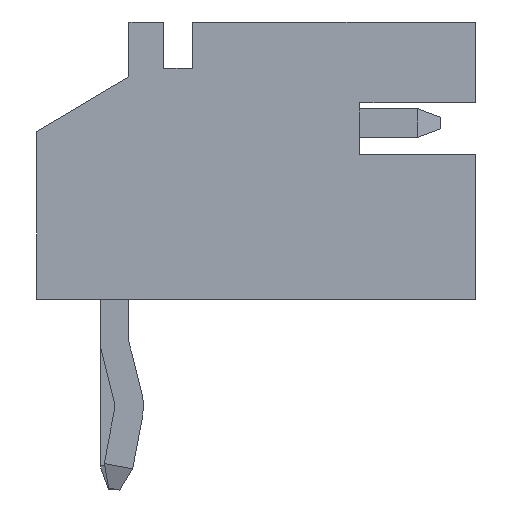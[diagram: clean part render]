
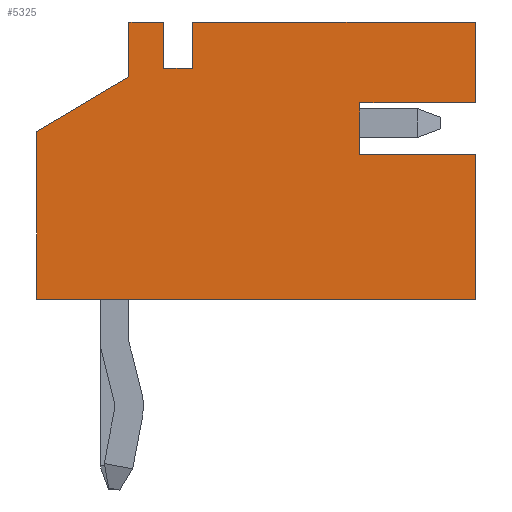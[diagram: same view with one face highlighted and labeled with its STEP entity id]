
A CAD part, left-side view. The second image highlights one B-rep face of the part: STEP entity #5325.
In plain terms, the highlighted face is planar.
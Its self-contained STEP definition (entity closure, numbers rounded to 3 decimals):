
#1019=ORIENTED_EDGE('',*,*,#1626,.F.);
#1020=ORIENTED_EDGE('',*,*,#1624,.F.);
#1021=ORIENTED_EDGE('',*,*,#1511,.F.);
#1022=ORIENTED_EDGE('',*,*,#1494,.F.);
#1023=ORIENTED_EDGE('',*,*,#1617,.T.);
#1024=ORIENTED_EDGE('',*,*,#1620,.T.);
#1025=ORIENTED_EDGE('',*,*,#1622,.T.);
#1026=ORIENTED_EDGE('',*,*,#1461,.F.);
#1027=ORIENTED_EDGE('',*,*,#1682,.F.);
#1028=ORIENTED_EDGE('',*,*,#1632,.F.);
#1029=ORIENTED_EDGE('',*,*,#1629,.F.);
#1030=ORIENTED_EDGE('',*,*,#1562,.F.);
#1031=ORIENTED_EDGE('',*,*,#1554,.F.);
#1032=ORIENTED_EDGE('',*,*,#1628,.F.);
#1461=EDGE_CURVE('',#1927,#1928,#2299,.T.);
#1494=EDGE_CURVE('',#1947,#1948,#2332,.T.);
#1511=EDGE_CURVE('',#1948,#1964,#2349,.T.);
#1554=EDGE_CURVE('',#1996,#1997,#2392,.T.);
#1562=EDGE_CURVE('',#1997,#2003,#2400,.T.);
#1617=EDGE_CURVE('',#1947,#2037,#2455,.T.);
#1620=EDGE_CURVE('',#2037,#2039,#2458,.T.);
#1622=EDGE_CURVE('',#2039,#1928,#2460,.T.);
#1624=EDGE_CURVE('',#1964,#2040,#2462,.T.);
#1626=EDGE_CURVE('',#2040,#2041,#2464,.T.);
#1628=EDGE_CURVE('',#2041,#1996,#2466,.T.);
#1629=EDGE_CURVE('',#2003,#2042,#2467,.T.);
#1632=EDGE_CURVE('',#2042,#2044,#2470,.T.);
#1682=EDGE_CURVE('',#2044,#1927,#2520,.T.);
#1927=VERTEX_POINT('',#7194);
#1928=VERTEX_POINT('',#7196);
#1947=VERTEX_POINT('',#7260);
#1948=VERTEX_POINT('',#7262);
#1964=VERTEX_POINT('',#7297);
#1996=VERTEX_POINT('',#7384);
#1997=VERTEX_POINT('',#7386);
#2003=VERTEX_POINT('',#7401);
#2037=VERTEX_POINT('',#7501);
#2039=VERTEX_POINT('',#7507);
#2040=VERTEX_POINT('',#7515);
#2041=VERTEX_POINT('',#7519);
#2042=VERTEX_POINT('',#7525);
#2044=VERTEX_POINT('',#7531);
#2299=LINE('',#7195,#2789);
#2332=LINE('',#7261,#2822);
#2349=LINE('',#7296,#2839);
#2392=LINE('',#7385,#2882);
#2400=LINE('',#7400,#2890);
#2455=LINE('',#7502,#2945);
#2458=LINE('',#7508,#2948);
#2460=LINE('',#7511,#2950);
#2462=LINE('',#7514,#2952);
#2464=LINE('',#7518,#2954);
#2466=LINE('',#7522,#2956);
#2467=LINE('',#7524,#2957);
#2470=LINE('',#7530,#2960);
#2520=LINE('',#7632,#3010);
#2789=VECTOR('',#6134,1000.);
#2822=VECTOR('',#6193,1000.);
#2839=VECTOR('',#6214,1000.);
#2882=VECTOR('',#6283,1000.);
#2890=VECTOR('',#6293,1000.);
#2945=VECTOR('',#6372,1000.);
#2948=VECTOR('',#6377,1000.);
#2950=VECTOR('',#6381,1000.);
#2952=VECTOR('',#6385,1000.);
#2954=VECTOR('',#6389,1000.);
#2956=VECTOR('',#6393,1000.);
#2957=VECTOR('',#6396,1000.);
#2960=VECTOR('',#6401,1000.);
#3010=VECTOR('',#6517,1000.);
#3254=EDGE_LOOP('',(#1019,#1020,#1021,#1022,#1023,#1024,#1025,#1026,#1027,
#1028,#1029,#1030,#1031,#1032));
#3472=FACE_BOUND('',#3254,.T.);
#3659=PLANE('',#5598);
#5325=ADVANCED_FACE('',(#3472),#3659,.F.);
#5598=AXIS2_PLACEMENT_3D('',#7634,#6520,#6521);
#6134=DIRECTION('',(0.,0.,1.));
#6193=DIRECTION('',(0.,0.,1.));
#6214=DIRECTION('',(0.,1.,0.));
#6283=DIRECTION('',(0.,1.,0.));
#6293=DIRECTION('',(0.,0.,-1.));
#6372=DIRECTION('',(0.,1.,0.));
#6377=DIRECTION('',(0.,0.,-1.));
#6381=DIRECTION('',(0.,-1.,0.));
#6385=DIRECTION('',(0.,0.,-1.));
#6389=DIRECTION('',(0.,1.,0.));
#6393=DIRECTION('',(0.,0.,1.));
#6396=DIRECTION('',(0.,-1.,0.));
#6401=DIRECTION('',(0.,-0.511,0.86));
#6517=DIRECTION('',(0.,-1.,0.));
#6520=DIRECTION('',(-1.,0.,0.));
#6521=DIRECTION('',(0.,0.,1.));
#7194=CARTESIAN_POINT('',(5.,-2.4,-3.));
#7195=CARTESIAN_POINT('',(5.,-2.4,-3.));
#7196=CARTESIAN_POINT('',(5.,-2.4,-2.4));
#7260=CARTESIAN_POINT('',(5.,-2.4,-1.9));
#7261=CARTESIAN_POINT('',(5.,-2.4,-3.));
#7262=CARTESIAN_POINT('',(5.,-2.4,3.));
#7296=CARTESIAN_POINT('',(5.,-2.4,3.));
#7297=CARTESIAN_POINT('',(5.,-1.,3.));
#7384=CARTESIAN_POINT('',(5.,-0.1,3.));
#7385=CARTESIAN_POINT('',(5.,-2.4,3.));
#7386=CARTESIAN_POINT('',(5.,2.4,3.));
#7400=CARTESIAN_POINT('',(5.,2.4,3.));
#7401=CARTESIAN_POINT('',(5.,2.4,-4.6));
#7501=CARTESIAN_POINT('',(5.,-1.6,-1.9));
#7502=CARTESIAN_POINT('',(5.,-2.4,-1.9));
#7507=CARTESIAN_POINT('',(5.,-1.6,-2.4));
#7508=CARTESIAN_POINT('',(5.,-1.6,-1.9));
#7511=CARTESIAN_POINT('',(5.,-1.6,-2.4));
#7514=CARTESIAN_POINT('',(5.,-1.,3.));
#7515=CARTESIAN_POINT('',(5.,-1.,1.));
#7518=CARTESIAN_POINT('',(5.,-1.,1.));
#7519=CARTESIAN_POINT('',(5.,-0.1,1.));
#7522=CARTESIAN_POINT('',(5.,-0.1,1.));
#7524=CARTESIAN_POINT('',(5.,2.4,-4.6));
#7525=CARTESIAN_POINT('',(5.,-0.5,-4.6));
#7530=CARTESIAN_POINT('',(5.,-0.5,-4.6));
#7531=CARTESIAN_POINT('',(5.,-1.45,-3.));
#7632=CARTESIAN_POINT('',(5.,2.4,-3.));
#7634=CARTESIAN_POINT('',(5.,0.,0.));
